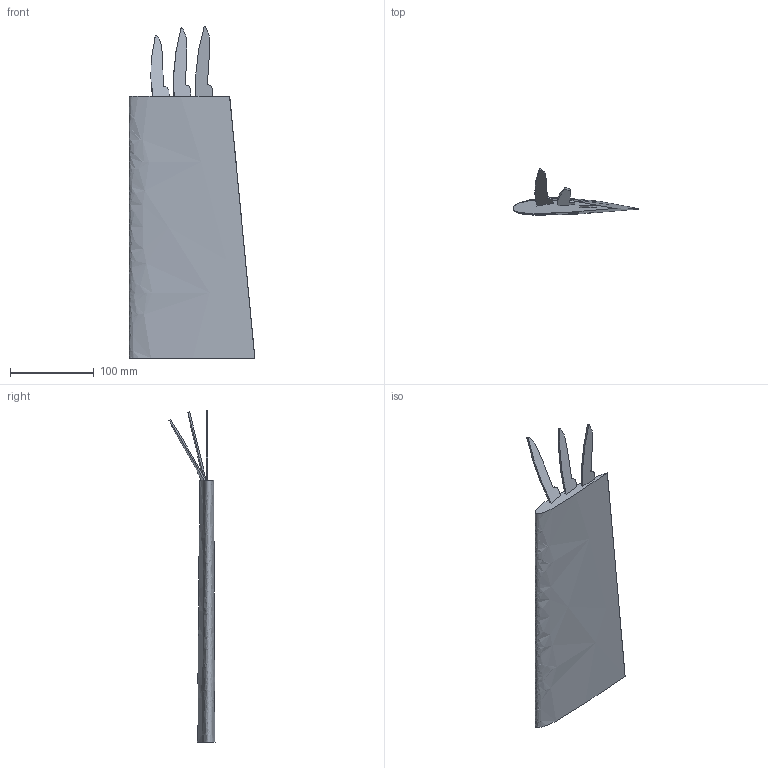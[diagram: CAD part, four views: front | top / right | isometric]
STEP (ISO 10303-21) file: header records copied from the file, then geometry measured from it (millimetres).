
FILE_DESCRIPTION (( 'STEP AP203' ), '1' );
FILE_NAME ('PCase 6_LE.STEP', '2021-02-25T13:59:50', ( '' ), ( '' ), 'SwSTEP 2.0', 'SolidWorks 2020', '' );
FILE_SCHEMA (( 'CONFIG_CONTROL_DESIGN' ));
Length unit declared in the file: millimetre
Products named in the file (1): PCase 6_LE
Bounding box: 150.19 x 54.95 x 396.53 mm (x, y, z)
Surface area: 98095.4 mm2 (no closed solid volume)
Topology: 0 solids, 4 shells, 25 faces, 60 edges, 40 vertices
Faces by surface type: bspline 14, plane 11
Entity records: 1713 total; most frequent: CARTESIAN_POINT 1165, ORIENTED_EDGE 108, EDGE_CURVE 60, DIRECTION 54, VERTEX_POINT 40, VECTOR 30, B_SPLINE_CURVE_WITH_KNOTS 30, LINE 30
